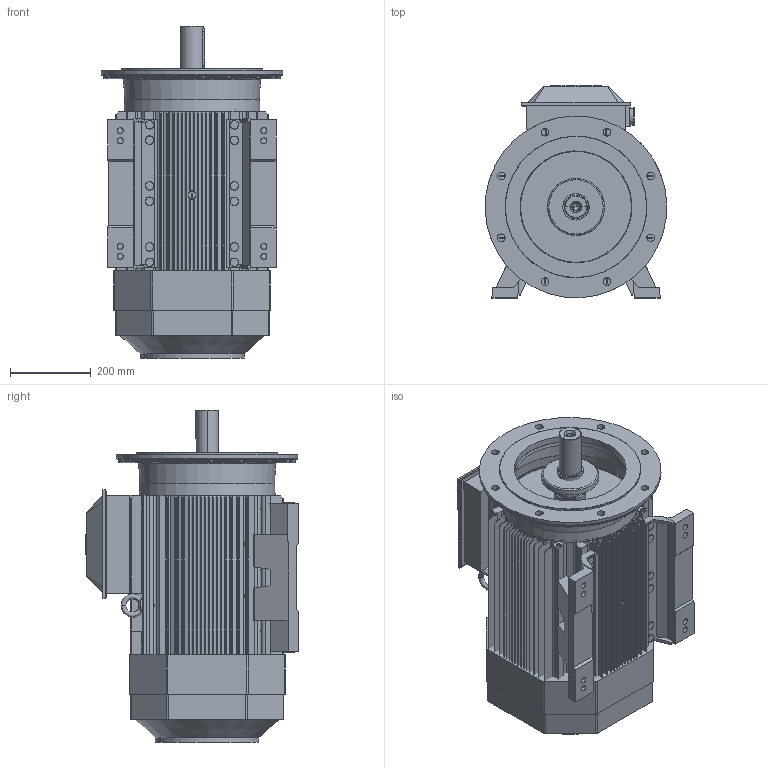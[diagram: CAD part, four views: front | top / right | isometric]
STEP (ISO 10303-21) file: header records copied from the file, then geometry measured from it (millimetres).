
FILE_DESCRIPTION(/* description */ (''),/* implementation_level */ '2;1');
FILE_NAME(/* name */ 'M2AA IE2 225 2P SMALL TERM.BOX B35.stp',/* time_stamp */ '2015-07-07T15:38:06+02:00',/* author */ (''),/* organization */ (''),/* preprocessor_version */ 'ST-DEVELOPER v14',/* originating_system */ 'SIEMENS PLM Software NX 8.0',/* authorisation */ '');
FILE_SCHEMA (('AUTOMOTIVE_DESIGN { 1 0 10303 214 3 1 1 1 }'));
Products named in the file (1): M2AA IE2 225 2P SMALL TERM.BOX B35_igs
Bounding box: 449.26 x 525 x 821.14 mm (x, y, z)
Volume: 40124752.2 mm3; surface area: 4053403.3 mm2
Topology: 6 solids, 1123 shells, 1322 faces, 6067 edges, 5708 vertices
Faces by surface type: plane 598, cylinder 531, cone 130, bspline 32, torus 31
Full cylindrical faces by diameter (mm): 3.3 x4, 5.5 x4, 10.106 x6, 10.2 x36, 11 x1, 12 x22, 15 x8, 16 x2, 19 x8, 20 x1, 20.127 x2, 30 x2, 34 x1, 40 x3, 44.942 x1, 47 x2, 256.433 x1, 323 x1, 331 x2, 350 x1
Entity records: 95763 total; most frequent: CARTESIAN_POINT 41433, DIRECTION 8007, ORIENTED_EDGE 6303, EDGE_CURVE 5822, VERTEX_POINT 5672, AXIS2_PLACEMENT_3D 2762, LINE 2483, VECTOR 2483
